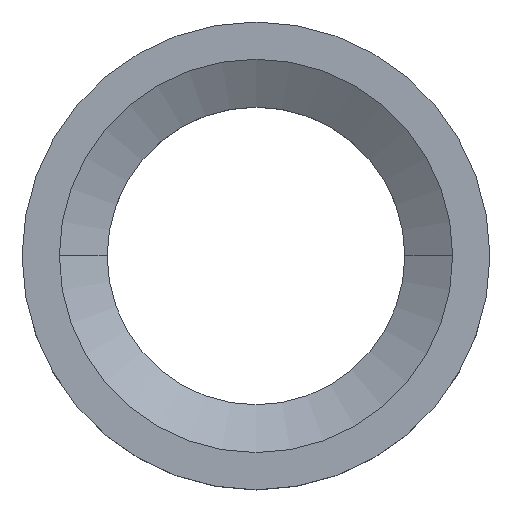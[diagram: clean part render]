
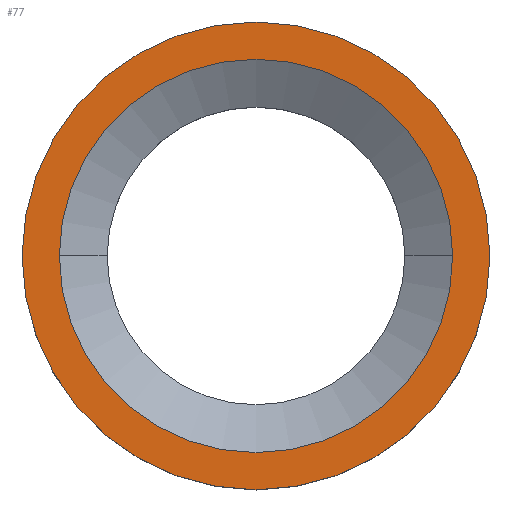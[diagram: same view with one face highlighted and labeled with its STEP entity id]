
A CAD part, top view. The second image highlights one B-rep face of the part: STEP entity #77.
In plain terms, the highlighted planar face has unit normal (0, 0, 1).
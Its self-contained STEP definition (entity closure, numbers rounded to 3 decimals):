
#77=ADVANCED_FACE('',(#168,#169),#170,.T.);
#79=VERTEX_POINT('',#172);
#83=EDGE_CURVE('',#79,#97,#176,.T.);
#85=EDGE_CURVE('',#97,#79,#178,.T.);
#89=EDGE_CURVE('',#127,#119,#183,.T.);
#97=VERTEX_POINT('',#192);
#109=EDGE_CURVE('',#119,#127,#204,.T.);
#119=VERTEX_POINT('',#214);
#127=VERTEX_POINT('',#223);
#168=FACE_OUTER_BOUND('',#260,.T.);
#169=FACE_BOUND('',#261,.T.);
#170=PLANE('',#262);
#172=CARTESIAN_POINT('',(-22.0,0.,9.5));
#176=CIRCLE('',#269,22.0);
#178=CIRCLE('',#272,22.0);
#183=CIRCLE('',#278,18.5);
#192=CARTESIAN_POINT('',(22.0,0.,9.5));
#204=CIRCLE('',#309,18.5);
#214=CARTESIAN_POINT('',(18.5,0.,9.5));
#223=CARTESIAN_POINT('',(-18.5,0.,9.5));
#260=EDGE_LOOP('',(#378,#379));
#261=EDGE_LOOP('',(#380,#381));
#262=AXIS2_PLACEMENT_3D('',#382,#383,#384);
#269=AXIS2_PLACEMENT_3D('',#385,#386,#387);
#272=AXIS2_PLACEMENT_3D('',#388,#389,#390);
#278=AXIS2_PLACEMENT_3D('',#399,#400,#401);
#309=AXIS2_PLACEMENT_3D('',#417,#418,#419);
#378=ORIENTED_EDGE('',*,*,#83,.F.);
#379=ORIENTED_EDGE('',*,*,#85,.F.);
#380=ORIENTED_EDGE('',*,*,#89,.T.);
#381=ORIENTED_EDGE('',*,*,#109,.T.);
#382=CARTESIAN_POINT('',(-20.25,0.,9.5));
#383=DIRECTION('',(0.0,0.0,1.0));
#384=DIRECTION('',(-1.0,0.,0.0));
#385=CARTESIAN_POINT('',(0.0,0.,9.5));
#386=DIRECTION('',(-0.0,0.0,-1.0));
#387=DIRECTION('',(-1.0,0.,0.0));
#388=CARTESIAN_POINT('',(0.0,0.,9.5));
#389=DIRECTION('',(-0.0,0.0,-1.0));
#390=DIRECTION('',(-1.0,0.,0.0));
#399=CARTESIAN_POINT('',(0.0,0.,9.5));
#400=DIRECTION('',(-0.0,0.0,-1.0));
#401=DIRECTION('',(-1.0,0.,0.0));
#417=CARTESIAN_POINT('',(0.0,0.,9.5));
#418=DIRECTION('',(-0.0,0.0,-1.0));
#419=DIRECTION('',(-1.0,0.,0.0));
